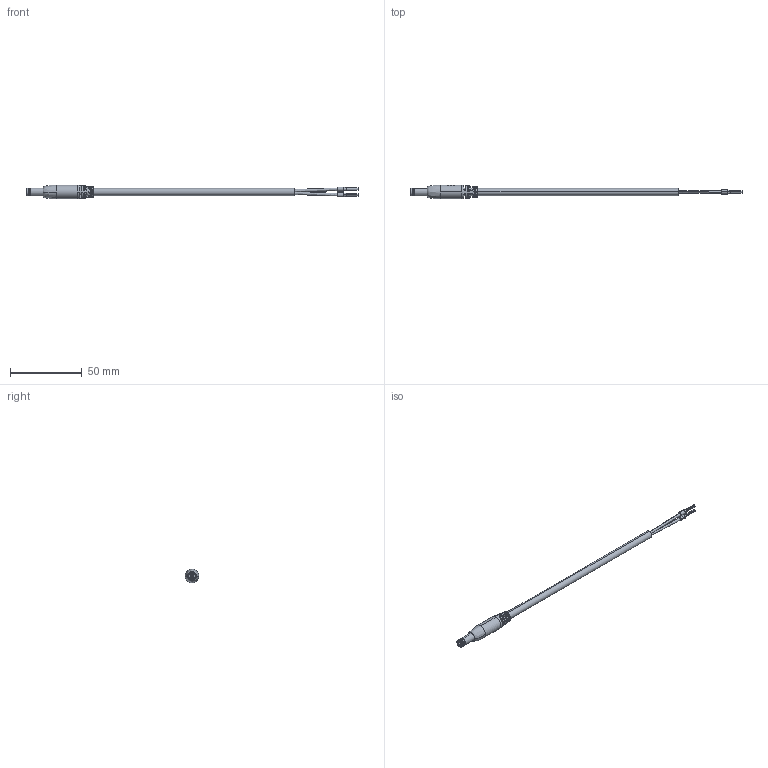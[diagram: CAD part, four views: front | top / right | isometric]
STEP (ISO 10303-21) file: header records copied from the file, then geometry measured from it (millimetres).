
FILE_DESCRIPTION (( 'STEP AP203' ), '1' );
FILE_NAME ('10-03638.STEP', '2020-04-02T18:13:28', ( '' ), ( '' ), 'SwSTEP 2.0', 'SolidWorks 2015', '' );
FILE_SCHEMA (( 'CONFIG_CONTROL_DESIGN' ));
Length unit declared in the file: millimetre
Products named in the file (8): 30-00683_s&t to ferrule; 55-00139; 24-00182; 50-00024 insulator; 50-00024 shell; 50-00024; 10-03638; 50-00024 contact
Assembly tree (8 placements, depth 3):
  10-03638
    30-00683_s&t to ferrule
    55-00139  x2
    24-00182
    50-00024
      50-00024 contact
      50-00024 insulator
      50-00024 shell
Bounding box: 232.08 x 9.6 x 9.6 mm (x, y, z)
Volume: 5938.8 mm3; surface area: 21697.5 mm2
Topology: 171 solids, 171 shells, 1132 faces, 2276 edges, 1494 vertices
Faces by surface type: cylinder 571, plane 410, bspline 93, cone 34, torus 24
Entity records: 33407 total; most frequent: CARTESIAN_POINT 8588, DIRECTION 5331, ORIENTED_EDGE 4496, AXIS2_PLACEMENT_3D 2306, EDGE_CURVE 2248, VERTEX_POINT 1478, EDGE_LOOP 1298, CIRCLE 1269
